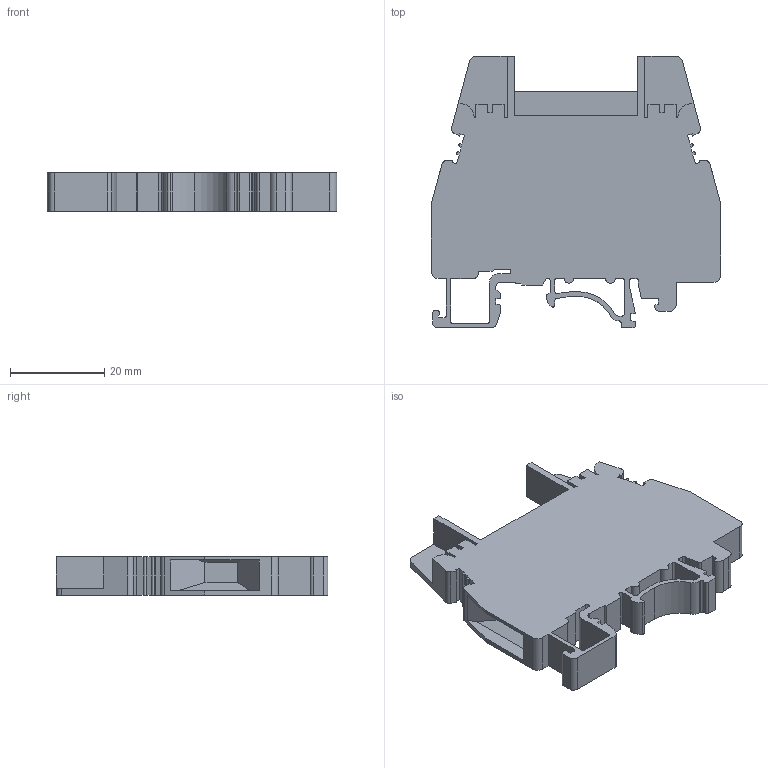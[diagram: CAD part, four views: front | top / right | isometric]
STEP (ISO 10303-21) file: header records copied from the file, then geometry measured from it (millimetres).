
FILE_DESCRIPTION((''),'2;1');
FILE_NAME('5YB574121','2021-09-01T',('Administrator'),(''),'PRO/ENGINEER BY PARAMETRIC TECHNOLOGY CORPORATION, 2013230','PRO/ENGINEER BY PARAMETRIC TECHNOLOGY CORPORATION, 2013230','');
FILE_SCHEMA(('AUTOMOTIVE_DESIGN { 1 0 10303 214 1 1 1 1 }'));
Length unit declared in the file: millimetre
Products named in the file (1): 5YB574121
Bounding box: 61.5 x 57.7 x 8.2 mm (x, y, z)
Volume: 17573.2 mm3; surface area: 8989.1 mm2
Topology: 1 solids, 1 shells, 191 faces, 559 edges, 370 vertices
Faces by surface type: plane 140, cylinder 51
Entity records: 6367 total; most frequent: CARTESIAN_POINT 1122, ORIENTED_EDGE 1118, DIRECTION 1043, EDGE_CURVE 559, VECTOR 457, LINE 457, VERTEX_POINT 370, AXIS2_PLACEMENT_3D 293
